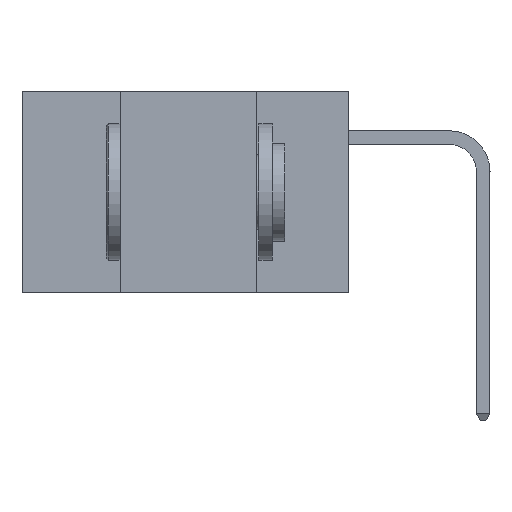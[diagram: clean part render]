
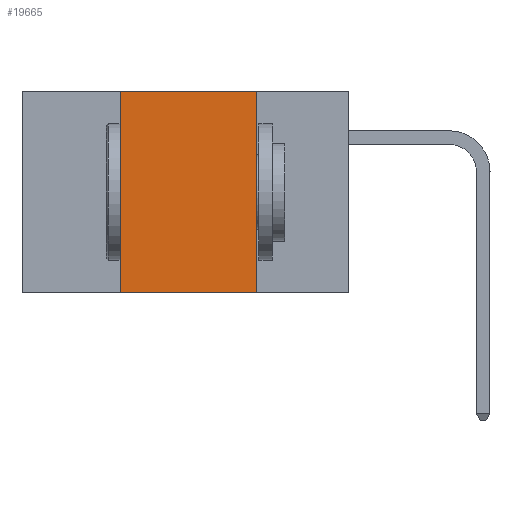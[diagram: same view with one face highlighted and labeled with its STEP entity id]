
A CAD part, left-side view. The second image highlights one B-rep face of the part: STEP entity #19665.
In plain terms, the highlighted planar face has unit normal (-1, 0, 0).
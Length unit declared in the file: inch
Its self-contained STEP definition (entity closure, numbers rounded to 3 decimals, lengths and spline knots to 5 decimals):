
#722 = ORIENTED_EDGE ( 'NONE', *, *, #13635, .F. ) ;
#840 = DIRECTION ( 'NONE',  ( 0., 0., 1. ) ) ;
#1880 = DIRECTION ( 'NONE',  ( 0., 0., -1. ) ) ;
#2238 = DIRECTION ( 'NONE',  ( 0., 0., -1. ) ) ;
#2486 = EDGE_CURVE ( 'NONE', #24994, #8127, #22268, .T. ) ;
#6242 = CARTESIAN_POINT ( 'NONE',  ( 0., 0.6, -0.37 ) ) ;
#6505 = ORIENTED_EDGE ( 'NONE', *, *, #29081, .F. ) ;
#6636 = DIRECTION ( 'NONE',  ( 0., -1., 0. ) ) ;
#7925 = ORIENTED_EDGE ( 'NONE', *, *, #2486, .T. ) ;
#8127 = VERTEX_POINT ( 'NONE', #25527 ) ;
#13085 = LINE ( 'NONE', #14704, #25675 ) ;
#13247 = CARTESIAN_POINT ( 'NONE',  ( 0., 0.42, 0. ) ) ;
#13635 = EDGE_CURVE ( 'NONE', #24994, #29888, #32298, .T. ) ;
#14360 = PLANE ( 'NONE',  #25075 ) ;
#14704 = CARTESIAN_POINT ( 'NONE',  ( 0., 0.17, 0. ) ) ;
#15539 = VECTOR ( 'NONE', #26532, 39.37008 ) ;
#16890 = DIRECTION ( 'NONE',  ( 1., 0., 0. ) ) ;
#16908 = EDGE_LOOP ( 'NONE', ( #30669, #6505, #722, #7925 ) ) ;
#19665 = ADVANCED_FACE ( 'NONE', ( #26449 ), #14360, .F. ) ;
#21045 = VERTEX_POINT ( 'NONE', #27833 ) ;
#21630 = CARTESIAN_POINT ( 'NONE',  ( 0., 0.42, -0.37 ) ) ;
#22268 = LINE ( 'NONE', #6242, #15539 ) ;
#22676 = LINE ( 'NONE', #24185, #26984 ) ;
#24185 = CARTESIAN_POINT ( 'NONE',  ( 0., 0.6, 0. ) ) ;
#24904 = VECTOR ( 'NONE', #840, 39.37008 ) ;
#24994 = VERTEX_POINT ( 'NONE', #21630 ) ;
#25075 = AXIS2_PLACEMENT_3D ( 'NONE', #31908, #16890, #1880 ) ;
#25527 = CARTESIAN_POINT ( 'NONE',  ( 0., 0.17, -0.37 ) ) ;
#25675 = VECTOR ( 'NONE', #2238, 39.37008 ) ;
#26449 = FACE_OUTER_BOUND ( 'NONE', #16908, .T. ) ;
#26532 = DIRECTION ( 'NONE',  ( 0., -1., 0. ) ) ;
#26984 = VECTOR ( 'NONE', #6636, 39.37008 ) ;
#27833 = CARTESIAN_POINT ( 'NONE',  ( 0., 0.17, 0. ) ) ;
#29081 = EDGE_CURVE ( 'NONE', #29888, #21045, #22676, .T. ) ;
#29888 = VERTEX_POINT ( 'NONE', #30273 ) ;
#30273 = CARTESIAN_POINT ( 'NONE',  ( 0., 0.42, 0. ) ) ;
#30669 = ORIENTED_EDGE ( 'NONE', *, *, #31045, .F. ) ;
#31045 = EDGE_CURVE ( 'NONE', #21045, #8127, #13085, .T. ) ;
#31908 = CARTESIAN_POINT ( 'NONE',  ( 0., 0.6, 0. ) ) ;
#32298 = LINE ( 'NONE', #13247, #24904 ) ;
